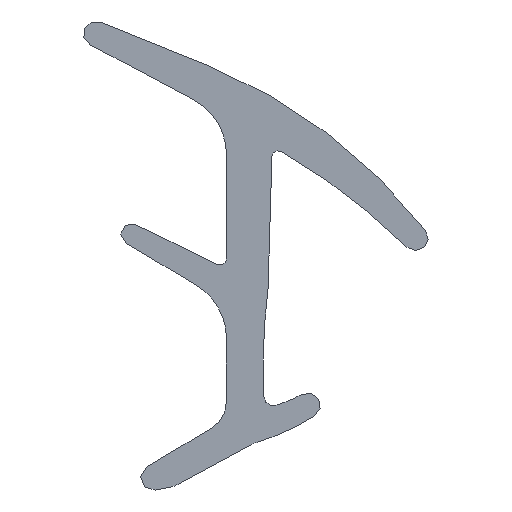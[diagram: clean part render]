
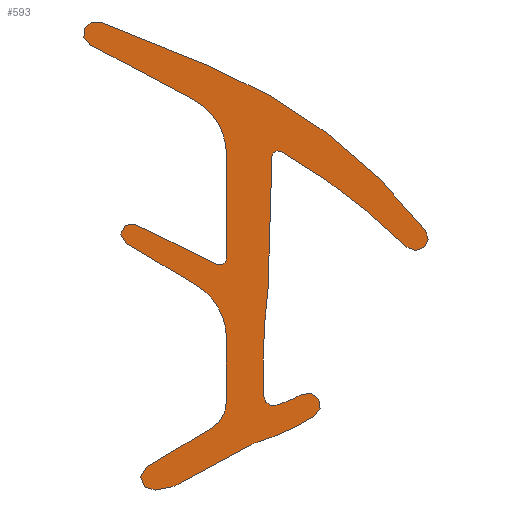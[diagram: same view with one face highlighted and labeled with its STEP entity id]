
A CAD part, left-side view. The second image highlights one B-rep face of the part: STEP entity #593.
In plain terms, the highlighted planar face has unit normal (-1, 0, 0).
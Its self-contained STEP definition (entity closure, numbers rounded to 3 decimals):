
#26=PLANE('',#685);
#57=FACE_OUTER_BOUND('',#88,.T.);
#88=EDGE_LOOP('',(#515,#516,#517,#518,#519,#520,#521,#522,#523,#524,#525,
#526,#527,#528,#529,#530,#531,#532,#533,#534,#535,#536,#537,#538,#539,#540,
#541,#542,#543));
#93=LINE('',#890,#142);
#97=LINE('',#902,#146);
#101=LINE('',#914,#150);
#105=LINE('',#926,#154);
#109=LINE('',#938,#158);
#113=LINE('',#950,#162);
#117=LINE('',#962,#166);
#127=LINE('',#1010,#176);
#134=LINE('',#1040,#183);
#137=LINE('',#1049,#186);
#142=VECTOR('',#700,1.);
#146=VECTOR('',#712,1.);
#150=VECTOR('',#724,1.);
#154=VECTOR('',#736,1.);
#158=VECTOR('',#748,1.);
#162=VECTOR('',#760,1.);
#166=VECTOR('',#772,1.);
#176=VECTOR('',#826,1.);
#183=VECTOR('',#859,1.);
#186=VECTOR('',#870,1.);
#188=CIRCLE('',#619,2.);
#190=CIRCLE('',#623,0.2);
#192=CIRCLE('',#627,0.334);
#194=CIRCLE('',#631,2.);
#196=CIRCLE('',#635,1.);
#198=CIRCLE('',#639,0.4);
#200=CIRCLE('',#643,1.);
#202=CIRCLE('',#647,1.);
#204=CIRCLE('',#650,8.);
#206=CIRCLE('',#653,0.4);
#208=CIRCLE('',#656,5.);
#210=CIRCLE('',#659,0.3);
#212=CIRCLE('',#662,20.);
#214=CIRCLE('',#665,0.5);
#216=CIRCLE('',#669,0.2);
#218=CIRCLE('',#672,20.);
#220=CIRCLE('',#675,0.4);
#222=CIRCLE('',#678,16.9);
#224=CIRCLE('',#682,0.4);
#227=VERTEX_POINT('',#880);
#228=VERTEX_POINT('',#882);
#230=VERTEX_POINT('',#888);
#232=VERTEX_POINT('',#894);
#234=VERTEX_POINT('',#900);
#236=VERTEX_POINT('',#906);
#238=VERTEX_POINT('',#912);
#240=VERTEX_POINT('',#918);
#242=VERTEX_POINT('',#924);
#244=VERTEX_POINT('',#930);
#246=VERTEX_POINT('',#936);
#248=VERTEX_POINT('',#942);
#250=VERTEX_POINT('',#948);
#252=VERTEX_POINT('',#954);
#254=VERTEX_POINT('',#960);
#256=VERTEX_POINT('',#966);
#258=VERTEX_POINT('',#972);
#260=VERTEX_POINT('',#978);
#262=VERTEX_POINT('',#984);
#264=VERTEX_POINT('',#990);
#266=VERTEX_POINT('',#996);
#268=VERTEX_POINT('',#1002);
#270=VERTEX_POINT('',#1008);
#272=VERTEX_POINT('',#1014);
#274=VERTEX_POINT('',#1020);
#276=VERTEX_POINT('',#1026);
#278=VERTEX_POINT('',#1032);
#280=VERTEX_POINT('',#1038);
#282=VERTEX_POINT('',#1044);
#285=EDGE_CURVE('',#227,#228,#188,.T.);
#289=EDGE_CURVE('',#227,#230,#93,.T.);
#292=EDGE_CURVE('',#232,#230,#190,.T.);
#295=EDGE_CURVE('',#232,#234,#97,.T.);
#298=EDGE_CURVE('',#234,#236,#192,.T.);
#301=EDGE_CURVE('',#236,#238,#101,.T.);
#304=EDGE_CURVE('',#240,#238,#194,.T.);
#307=EDGE_CURVE('',#240,#242,#105,.T.);
#310=EDGE_CURVE('',#244,#242,#196,.T.);
#313=EDGE_CURVE('',#244,#246,#109,.T.);
#316=EDGE_CURVE('',#246,#248,#198,.T.);
#319=EDGE_CURVE('',#248,#250,#113,.T.);
#322=EDGE_CURVE('',#250,#252,#200,.T.);
#325=EDGE_CURVE('',#252,#254,#117,.T.);
#328=EDGE_CURVE('',#256,#254,#202,.T.);
#331=EDGE_CURVE('',#256,#258,#204,.T.);
#334=EDGE_CURVE('',#258,#260,#206,.T.);
#337=EDGE_CURVE('',#262,#260,#208,.T.);
#340=EDGE_CURVE('',#264,#262,#210,.T.);
#343=EDGE_CURVE('',#266,#264,#212,.T.);
#346=EDGE_CURVE('',#266,#268,#214,.T.);
#349=EDGE_CURVE('',#268,#270,#127,.T.);
#352=EDGE_CURVE('',#272,#270,#216,.T.);
#355=EDGE_CURVE('',#274,#272,#218,.T.);
#358=EDGE_CURVE('',#274,#276,#220,.T.);
#361=EDGE_CURVE('',#276,#278,#222,.T.);
#364=EDGE_CURVE('',#278,#280,#134,.T.);
#367=EDGE_CURVE('',#280,#282,#224,.T.);
#369=EDGE_CURVE('',#282,#228,#137,.T.);
#515=ORIENTED_EDGE('',*,*,#369,.T.);
#516=ORIENTED_EDGE('',*,*,#285,.F.);
#517=ORIENTED_EDGE('',*,*,#289,.T.);
#518=ORIENTED_EDGE('',*,*,#292,.F.);
#519=ORIENTED_EDGE('',*,*,#295,.T.);
#520=ORIENTED_EDGE('',*,*,#298,.T.);
#521=ORIENTED_EDGE('',*,*,#301,.T.);
#522=ORIENTED_EDGE('',*,*,#304,.F.);
#523=ORIENTED_EDGE('',*,*,#307,.T.);
#524=ORIENTED_EDGE('',*,*,#310,.F.);
#525=ORIENTED_EDGE('',*,*,#313,.T.);
#526=ORIENTED_EDGE('',*,*,#316,.T.);
#527=ORIENTED_EDGE('',*,*,#319,.T.);
#528=ORIENTED_EDGE('',*,*,#322,.T.);
#529=ORIENTED_EDGE('',*,*,#325,.T.);
#530=ORIENTED_EDGE('',*,*,#328,.F.);
#531=ORIENTED_EDGE('',*,*,#331,.T.);
#532=ORIENTED_EDGE('',*,*,#334,.T.);
#533=ORIENTED_EDGE('',*,*,#337,.F.);
#534=ORIENTED_EDGE('',*,*,#340,.F.);
#535=ORIENTED_EDGE('',*,*,#343,.F.);
#536=ORIENTED_EDGE('',*,*,#346,.T.);
#537=ORIENTED_EDGE('',*,*,#349,.T.);
#538=ORIENTED_EDGE('',*,*,#352,.F.);
#539=ORIENTED_EDGE('',*,*,#355,.F.);
#540=ORIENTED_EDGE('',*,*,#358,.T.);
#541=ORIENTED_EDGE('',*,*,#361,.T.);
#542=ORIENTED_EDGE('',*,*,#364,.T.);
#543=ORIENTED_EDGE('',*,*,#367,.T.);
#593=ADVANCED_FACE('',(#57),#26,.T.);
#619=AXIS2_PLACEMENT_3D('',#883,#693,#694);
#623=AXIS2_PLACEMENT_3D('',#896,#706,#707);
#627=AXIS2_PLACEMENT_3D('',#908,#718,#719);
#631=AXIS2_PLACEMENT_3D('',#920,#730,#731);
#635=AXIS2_PLACEMENT_3D('',#932,#742,#743);
#639=AXIS2_PLACEMENT_3D('',#944,#754,#755);
#643=AXIS2_PLACEMENT_3D('',#956,#766,#767);
#647=AXIS2_PLACEMENT_3D('',#968,#778,#779);
#650=AXIS2_PLACEMENT_3D('',#974,#785,#786);
#653=AXIS2_PLACEMENT_3D('',#980,#792,#793);
#656=AXIS2_PLACEMENT_3D('',#986,#799,#800);
#659=AXIS2_PLACEMENT_3D('',#992,#806,#807);
#662=AXIS2_PLACEMENT_3D('',#998,#813,#814);
#665=AXIS2_PLACEMENT_3D('',#1004,#820,#821);
#669=AXIS2_PLACEMENT_3D('',#1016,#832,#833);
#672=AXIS2_PLACEMENT_3D('',#1022,#839,#840);
#675=AXIS2_PLACEMENT_3D('',#1028,#846,#847);
#678=AXIS2_PLACEMENT_3D('',#1034,#853,#854);
#682=AXIS2_PLACEMENT_3D('',#1046,#865,#866);
#685=AXIS2_PLACEMENT_3D('',#1051,#873,#874);
#693=DIRECTION('center_axis',(-1.,0.,0.));
#694=DIRECTION('ref_axis',(0.,-1.,0.));
#700=DIRECTION('',(0.,0.,-1.));
#706=DIRECTION('center_axis',(-1.,0.,0.));
#707=DIRECTION('ref_axis',(0.,0.438,-0.899));
#712=DIRECTION('',(0.,0.899,0.438));
#718=DIRECTION('center_axis',(-1.,0.,0.));
#719=DIRECTION('ref_axis',(0.,-0.438,0.899));
#724=DIRECTION('',(0.,-0.857,-0.515));
#730=DIRECTION('center_axis',(-1.,0.,0.));
#731=DIRECTION('ref_axis',(0.,-1.,0.));
#736=DIRECTION('',(0.,0.,-1.));
#742=DIRECTION('center_axis',(-1.,0.,0.));
#743=DIRECTION('ref_axis',(0.,-0.513,-0.858));
#748=DIRECTION('',(0.,0.858,-0.513));
#754=DIRECTION('center_axis',(-1.,0.,0.));
#755=DIRECTION('ref_axis',(0.,0.513,0.858));
#760=DIRECTION('',(0.,-0.983,0.186));
#766=DIRECTION('center_axis',(-1.,0.,0.));
#767=DIRECTION('ref_axis',(0.,-0.186,-0.983));
#772=DIRECTION('',(0.,-0.881,0.474));
#778=DIRECTION('center_axis',(-1.,0.,0.));
#779=DIRECTION('ref_axis',(0.,0.3,0.954));
#785=DIRECTION('center_axis',(-1.,0.,0.));
#786=DIRECTION('ref_axis',(0.,-0.3,-0.954));
#792=DIRECTION('center_axis',(-1.,0.,0.));
#793=DIRECTION('ref_axis',(0.,-0.529,-0.848));
#799=DIRECTION('center_axis',(-1.,0.,0.));
#800=DIRECTION('ref_axis',(0.,-0.299,-0.954));
#806=DIRECTION('center_axis',(-1.,0.,0.));
#807=DIRECTION('ref_axis',(0.,0.999,-0.049));
#813=DIRECTION('center_axis',(-1.,0.,0.));
#814=DIRECTION('ref_axis',(0.,0.992,0.124));
#820=DIRECTION('center_axis',(-1.,0.,0.));
#821=DIRECTION('ref_axis',(0.,-0.992,-0.124));
#826=DIRECTION('',(0.,-0.03,1.));
#832=DIRECTION('center_axis',(-1.,0.,0.));
#833=DIRECTION('ref_axis',(0.,-0.499,0.866));
#839=DIRECTION('center_axis',(-1.,0.,0.));
#840=DIRECTION('ref_axis',(0.,-0.701,0.713));
#846=DIRECTION('center_axis',(-1.,0.,0.));
#847=DIRECTION('ref_axis',(0.,0.701,-0.713));
#853=DIRECTION('center_axis',(-1.,0.,0.));
#854=DIRECTION('ref_axis',(0.,-0.791,0.612));
#859=DIRECTION('',(0.,0.927,0.375));
#865=DIRECTION('center_axis',(-1.,0.,0.));
#866=DIRECTION('ref_axis',(0.,-0.375,0.927));
#870=DIRECTION('',(0.,-0.883,-0.469));
#873=DIRECTION('center_axis',(-1.,0.,0.));
#874=DIRECTION('ref_axis',(0.,-1.,0.));
#880=CARTESIAN_POINT('',(0.,-3.606,1.511));
#882=CARTESIAN_POINT('',(0.,-2.545,3.277));
#883=CARTESIAN_POINT('Origin',(0.,-1.606,1.511));
#888=CARTESIAN_POINT('',(0.,-3.606,-1.838));
#890=CARTESIAN_POINT('',(0.,-3.606,1.511));
#894=CARTESIAN_POINT('',(0.,-3.318,-2.018));
#896=CARTESIAN_POINT('Origin',(0.,-3.406,-1.838));
#900=CARTESIAN_POINT('',(0.,-0.687,-0.735));
#902=CARTESIAN_POINT('',(0.,-3.318,-2.018));
#906=CARTESIAN_POINT('',(0.,-0.368,-1.322));
#908=CARTESIAN_POINT('Origin',(0.,-0.54,-1.035));
#912=CARTESIAN_POINT('',(0.,-2.636,-2.685));
#914=CARTESIAN_POINT('',(0.,-0.368,-1.322));
#918=CARTESIAN_POINT('',(0.,-3.606,-4.399));
#920=CARTESIAN_POINT('Origin',(0.,-1.606,-4.399));
#924=CARTESIAN_POINT('',(0.,-3.606,-6.42));
#926=CARTESIAN_POINT('',(0.,-3.606,-4.399));
#930=CARTESIAN_POINT('',(0.,-3.119,-7.278));
#932=CARTESIAN_POINT('Origin',(0.,-2.606,-6.42));
#936=CARTESIAN_POINT('',(0.,-1.036,-8.524));
#938=CARTESIAN_POINT('',(0.,-3.119,-7.278));
#942=CARTESIAN_POINT('',(0.,-1.316,-9.261));
#944=CARTESIAN_POINT('Origin',(0.,-1.241,-8.868));
#948=CARTESIAN_POINT('',(0.,-1.775,-9.174));
#950=CARTESIAN_POINT('',(0.,-1.316,-9.261));
#954=CARTESIAN_POINT('',(0.,-2.063,-9.072));
#956=CARTESIAN_POINT('Origin',(0.,-1.589,-8.191));
#960=CARTESIAN_POINT('',(0.,-4.425,-7.801));
#962=CARTESIAN_POINT('',(0.,-2.063,-9.072));
#966=CARTESIAN_POINT('',(0.,-4.599,-7.728));
#968=CARTESIAN_POINT('Origin',(0.,-4.899,-8.682));
#972=CARTESIAN_POINT('',(0.,-6.438,-6.883));
#974=CARTESIAN_POINT('Origin',(0.,-2.203,-0.095));
#978=CARTESIAN_POINT('',(0.,-6.039,-6.19));
#980=CARTESIAN_POINT('Origin',(0.,-6.226,-6.543));
#984=CARTESIAN_POINT('',(0.,-5.196,-6.541));
#986=CARTESIAN_POINT('Origin',(0.,-3.701,-1.77));
#990=CARTESIAN_POINT('',(0.,-4.807,-6.269));
#992=CARTESIAN_POINT('Origin',(0.,-5.106,-6.255));
#996=CARTESIAN_POINT('',(0.,-4.937,-2.822));
#998=CARTESIAN_POINT('Origin',(0.,-24.783,-5.299));
#1002=CARTESIAN_POINT('',(0.,-4.941,-2.775));
#1004=CARTESIAN_POINT('Origin',(0.,-4.441,-2.76));
#1008=CARTESIAN_POINT('',(0.,-5.066,1.441));
#1010=CARTESIAN_POINT('',(0.,-4.941,-2.775));
#1014=CARTESIAN_POINT('',(0.,-5.366,1.609));
#1016=CARTESIAN_POINT('Origin',(0.,-5.266,1.435));
#1020=CARTESIAN_POINT('',(0.,-9.403,-1.46));
#1022=CARTESIAN_POINT('Origin',(0.,4.62,-15.72));
#1026=CARTESIAN_POINT('',(0.,-10.,-0.929));
#1028=CARTESIAN_POINT('Origin',(0.,-9.683,-1.174));
#1032=CARTESIAN_POINT('',(0.,-2.971,4.39));
#1034=CARTESIAN_POINT('Origin',(0.,3.36,-11.279));
#1038=CARTESIAN_POINT('',(0.,0.444,5.77));
#1040=CARTESIAN_POINT('',(0.,-2.971,4.39));
#1044=CARTESIAN_POINT('',(0.,0.782,5.046));
#1046=CARTESIAN_POINT('Origin',(0.,0.594,5.399));
#1049=CARTESIAN_POINT('',(0.,0.782,5.046));
#1051=CARTESIAN_POINT('Origin',(0.,-4.042,-1.362));
